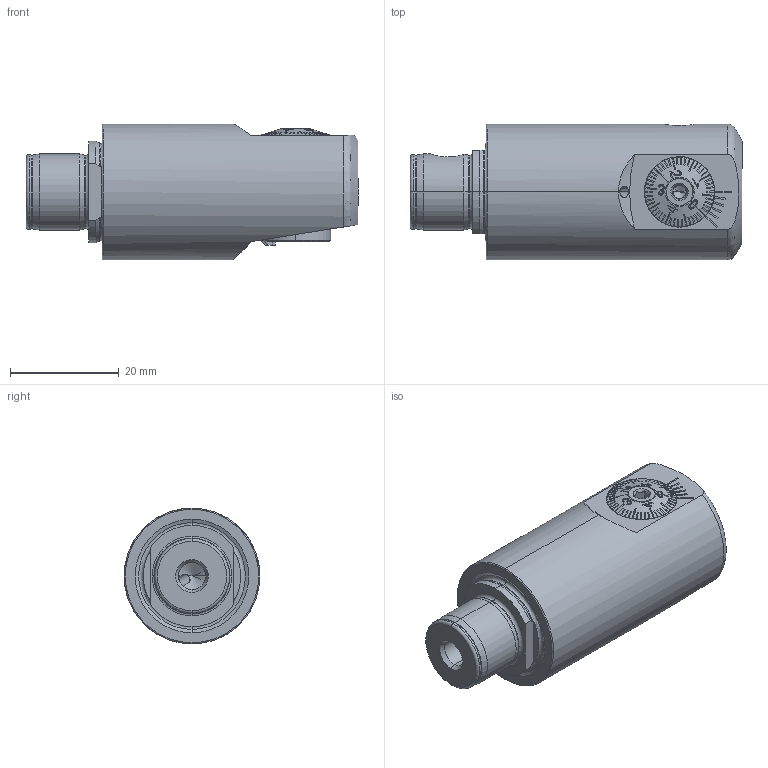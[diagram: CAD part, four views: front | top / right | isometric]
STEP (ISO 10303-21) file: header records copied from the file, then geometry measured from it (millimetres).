
FILE_DESCRIPTION (( 'STEP AP203' ), '1' );
FILE_NAME ('252.250.000.STEP', '2018-02-23T10:32:36', ( 'SWIAdmin' ), ( 'Hewlett-Packard Company' ), 'SwSTEP 2.0', 'SolidWorks 2017', '' );
FILE_SCHEMA (( 'CONFIG_CONTROL_DESIGN' ));
Length unit declared in the file: millimetre
Products named in the file (14): F25-BG2.013.004_A; DIN 3771 - 11x1; MB2-F25.K20.050_C; F25-BG2.008.009_A; Klebstoff D5; F25-BG1.009.006_A; ISO 4026 - M5 x 4_PreviewCfg; F25-BG1.012.013; F25-BG3.005.018_A_Abgedreht; F25; F25-BG1.002.013_C; 252.250.000; F25-BG2.010.011_A; F25-BG2.013.003_A
Assembly tree (13 placements, depth 4):
  252.250.000
    MB2-F25.K20.050_C
    F25
      Klebstoff D5
      ISO 4026 - M5 x 4_PreviewCfg
      F25-BG3.005.018_A_Abgedreht
      F25-BG1.012.013
        F25-BG1.002.013_C
        F25-BG2.010.011_A
        F25-BG2.013.003_A
        F25-BG2.013.004_A
        DIN 3771 - 11x1
        F25-BG2.008.009_A
        F25-BG1.009.006_A
Bounding box: 61.15 x 25 x 25 mm (x, y, z)
Volume: 22436.4 mm3; surface area: 10356.6 mm2
Topology: 11 solids, 11 shells, 619 faces, 1612 edges, 1022 vertices
Faces by surface type: plane 271, cone 160, cylinder 100, torus 53, bspline 35
Entity records: 23042 total; most frequent: CARTESIAN_POINT 7195, ORIENTED_EDGE 3208, DIRECTION 2727, EDGE_CURVE 1604, AXIS2_PLACEMENT_3D 1069, VERTEX_POINT 1022, EDGE_LOOP 660, ADVANCED_FACE 619
